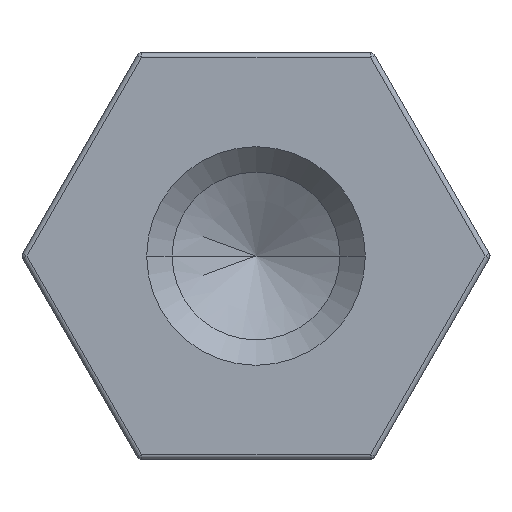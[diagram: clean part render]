
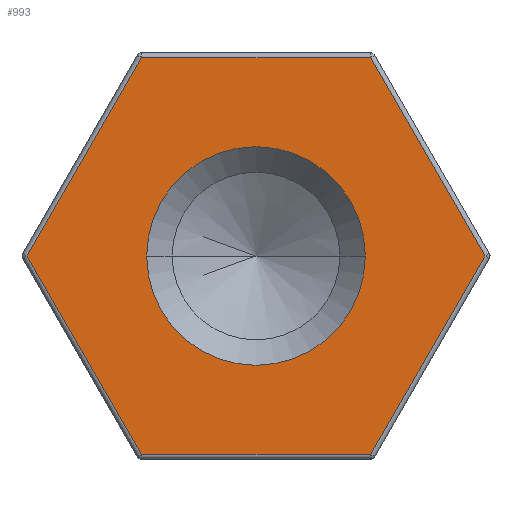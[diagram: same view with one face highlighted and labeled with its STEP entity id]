
A CAD part, left-side view. The second image highlights one B-rep face of the part: STEP entity #993.
In plain terms, the highlighted planar face has unit normal (-1, 0, 0).
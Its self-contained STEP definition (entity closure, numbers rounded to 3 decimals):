
#57 = VECTOR ( 'NONE', #171, 1000. ) ;
#60 = CARTESIAN_POINT ( 'NONE',  ( 0., -4.503, 0. ) ) ;
#61 = LINE ( 'NONE', #1367, #57 ) ;
#63 = DIRECTION ( 'NONE',  ( 0., 1., 0. ) ) ;
#70 = CARTESIAN_POINT ( 'NONE',  ( 0., 0., 3.9 ) ) ;
#94 = CARTESIAN_POINT ( 'NONE',  ( 0., 2.15, 0. ) ) ;
#106 = VECTOR ( 'NONE', #163, 1000. ) ;
#108 = LINE ( 'NONE', #1104, #106 ) ;
#118 = VECTOR ( 'NONE', #1230, 1000. ) ;
#119 = DIRECTION ( 'NONE',  ( 0., 1., 0. ) ) ;
#144 = FACE_BOUND ( 'NONE', #1006, .T. ) ;
#145 = DIRECTION ( 'NONE',  ( 0., 1., 0. ) ) ;
#146 = FACE_OUTER_BOUND ( 'NONE', #1096, .T. ) ;
#155 = LINE ( 'NONE', #287, #118 ) ;
#163 = DIRECTION ( 'NONE',  ( 0., 0.5, -0.866 ) ) ;
#171 = DIRECTION ( 'NONE',  ( 0., -0.5, 0.866 ) ) ;
#175 = LINE ( 'NONE', #1183, #1154 ) ;
#287 = CARTESIAN_POINT ( 'NONE',  ( 0., 3.377, -1.95 ) ) ;
#296 = ORIENTED_EDGE ( 'NONE', *, *, #1184, .T. ) ;
#302 = EDGE_CURVE ( 'NONE', #957, #632, #419, .T. ) ;
#308 = AXIS2_PLACEMENT_3D ( 'NONE', #528, #962, #145 ) ;
#309 = VERTEX_POINT ( 'NONE', #94 ) ;
#314 = VERTEX_POINT ( 'NONE', #60 ) ;
#326 = VECTOR ( 'NONE', #1318, 1000. ) ;
#340 = CARTESIAN_POINT ( 'NONE',  ( 0., 0., 0. ) ) ;
#353 = LINE ( 'NONE', #422, #326 ) ;
#363 = CARTESIAN_POINT ( 'NONE',  ( 0., -2.252, -3.9 ) ) ;
#381 = CIRCLE ( 'NONE', #1428, 2.15 ) ;
#384 = EDGE_CURVE ( 'NONE', #309, #808, #381, .T. ) ;
#393 = CARTESIAN_POINT ( 'NONE',  ( 0., 2.252, -3.9 ) ) ;
#406 = CARTESIAN_POINT ( 'NONE',  ( 0., -2.252, 3.9 ) ) ;
#416 = VECTOR ( 'NONE', #63, 1000. ) ;
#419 = LINE ( 'NONE', #70, #416 ) ;
#422 = CARTESIAN_POINT ( 'NONE',  ( 0., -3.377, 1.95 ) ) ;
#457 = DIRECTION ( 'NONE',  ( 0., 1., 0. ) ) ;
#469 = EDGE_CURVE ( 'NONE', #314, #957, #353, .T. ) ;
#528 = CARTESIAN_POINT ( 'NONE',  ( 0., 0., 0. ) ) ;
#556 = CIRCLE ( 'NONE', #1373, 2.15 ) ;
#632 = VERTEX_POINT ( 'NONE', #743 ) ;
#668 = ORIENTED_EDGE ( 'NONE', *, *, #1090, .T. ) ;
#743 = CARTESIAN_POINT ( 'NONE',  ( 0., 2.252, 3.9 ) ) ;
#808 = VERTEX_POINT ( 'NONE', #1142 ) ;
#869 = ORIENTED_EDGE ( 'NONE', *, *, #1002, .T. ) ;
#870 = DIRECTION ( 'NONE',  ( 0., -1., 0. ) ) ;
#880 = VERTEX_POINT ( 'NONE', #393 ) ;
#935 = DIRECTION ( 'NONE',  ( 1., 0., 0. ) ) ;
#957 = VERTEX_POINT ( 'NONE', #406 ) ;
#962 = DIRECTION ( 'NONE',  ( 1., 0., 0. ) ) ;
#985 = ORIENTED_EDGE ( 'NONE', *, *, #302, .T. ) ;
#987 = ORIENTED_EDGE ( 'NONE', *, *, #1138, .T. ) ;
#993 = ADVANCED_FACE ( 'NONE', ( #146, #144 ), #1429, .F. ) ;
#1002 = EDGE_CURVE ( 'NONE', #1072, #880, #155, .T. ) ;
#1006 = EDGE_LOOP ( 'NONE', ( #1031, #1095 ) ) ;
#1031 = ORIENTED_EDGE ( 'NONE', *, *, #384, .T. ) ;
#1072 = VERTEX_POINT ( 'NONE', #1100 ) ;
#1090 = EDGE_CURVE ( 'NONE', #632, #1072, #108, .T. ) ;
#1093 = ORIENTED_EDGE ( 'NONE', *, *, #469, .T. ) ;
#1095 = ORIENTED_EDGE ( 'NONE', *, *, #1179, .T. ) ;
#1096 = EDGE_LOOP ( 'NONE', ( #1093, #985, #668, #869, #296, #987 ) ) ;
#1100 = CARTESIAN_POINT ( 'NONE',  ( 0., 4.503, 0. ) ) ;
#1104 = CARTESIAN_POINT ( 'NONE',  ( 0., 3.377, 1.95 ) ) ;
#1138 = EDGE_CURVE ( 'NONE', #1292, #314, #61, .T. ) ;
#1142 = CARTESIAN_POINT ( 'NONE',  ( 0., -2.15, 0. ) ) ;
#1154 = VECTOR ( 'NONE', #870, 1000. ) ;
#1179 = EDGE_CURVE ( 'NONE', #808, #309, #556, .T. ) ;
#1183 = CARTESIAN_POINT ( 'NONE',  ( 0., 0., -3.9 ) ) ;
#1184 = EDGE_CURVE ( 'NONE', #880, #1292, #175, .T. ) ;
#1186 = DIRECTION ( 'NONE',  ( 1., 0., 0. ) ) ;
#1230 = DIRECTION ( 'NONE',  ( 0., -0.5, -0.866 ) ) ;
#1292 = VERTEX_POINT ( 'NONE', #363 ) ;
#1318 = DIRECTION ( 'NONE',  ( 0., 0.5, 0.866 ) ) ;
#1367 = CARTESIAN_POINT ( 'NONE',  ( 0., -3.377, -1.95 ) ) ;
#1373 = AXIS2_PLACEMENT_3D ( 'NONE', #340, #1186, #457 ) ;
#1428 = AXIS2_PLACEMENT_3D ( 'NONE', #1430, #935, #119 ) ;
#1429 = PLANE ( 'NONE',  #308 ) ;
#1430 = CARTESIAN_POINT ( 'NONE',  ( 0., 0., 0. ) ) ;
